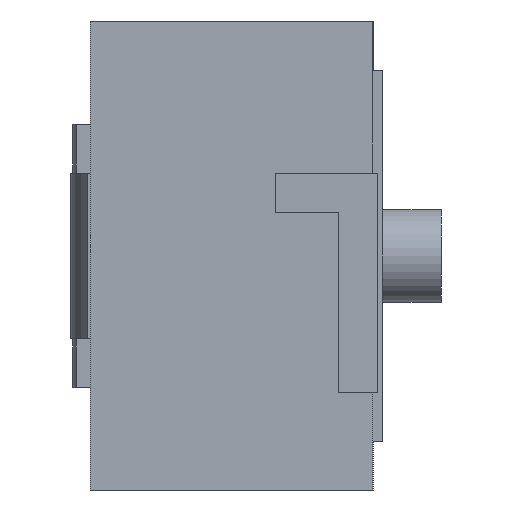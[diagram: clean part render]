
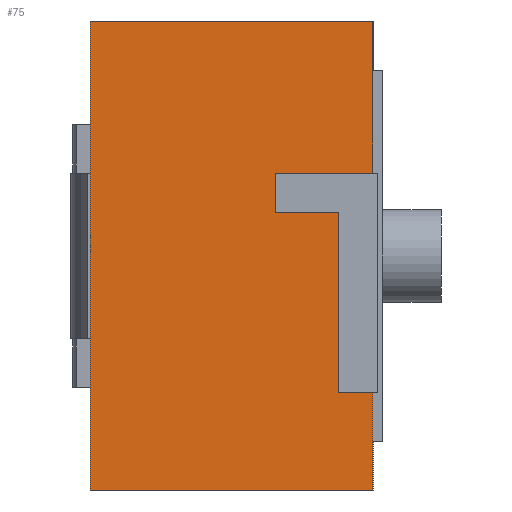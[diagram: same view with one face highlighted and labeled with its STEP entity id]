
A CAD part, left-side view. The second image highlights one B-rep face of the part: STEP entity #75.
In plain terms, the highlighted planar face has unit normal (-1, 0, 0).
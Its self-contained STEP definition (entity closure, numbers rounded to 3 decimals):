
#64 = ORIENTED_EDGE ( 'NONE', *, *, #2061, .T. ) ;
#75 = ADVANCED_FACE ( 'NONE', ( #715, #716 ), #717, .F. ) ;
#103 = ORIENTED_EDGE ( 'NONE', *, *, #173, .F. ) ;
#136 = ORIENTED_EDGE ( 'NONE', *, *, #441, .F. ) ;
#173 = EDGE_CURVE ( 'NONE', #383, #2083, #1068, .T. ) ;
#213 = LINE ( 'NONE', #214, #215 ) ;
#214 = CARTESIAN_POINT ( 'NONE',  ( -2.3, 3., -2.4 ) ) ;
#215 = VECTOR ( 'NONE', #216, 1000. ) ;
#216 = DIRECTION ( 'NONE',  ( 0., 0., 1. ) ) ;
#268 = CARTESIAN_POINT ( 'NONE',  ( -2.3, 1.1, 0.45 ) ) ;
#322 = CARTESIAN_POINT ( 'NONE',  ( -2.3, 3., -2.4 ) ) ;
#383 = VERTEX_POINT ( 'NONE', #1225 ) ;
#396 = LINE ( 'NONE', #397, #398 ) ;
#397 = CARTESIAN_POINT ( 'NONE',  ( -2.3, 0.1, -2.4 ) ) ;
#398 = VECTOR ( 'NONE', #399, 1000. ) ;
#399 = DIRECTION ( 'NONE',  ( 0., 0., 1. ) ) ;
#441 = EDGE_CURVE ( 'NONE', #2158, #671, #1266, .T. ) ;
#505 = CARTESIAN_POINT ( 'NONE',  ( -2.3, 0.1, -2.4 ) ) ;
#510 = LINE ( 'NONE', #511, #512 ) ;
#511 = CARTESIAN_POINT ( 'NONE',  ( -2.3, 1.1, 0.45 ) ) ;
#512 = VECTOR ( 'NONE', #513, 1000. ) ;
#513 = DIRECTION ( 'NONE',  ( 0., 0., 1. ) ) ;
#648 = CARTESIAN_POINT ( 'NONE',  ( -2.3, 0.1, 2.4 ) ) ;
#663 = LINE ( 'NONE', #664, #665 ) ;
#664 = CARTESIAN_POINT ( 'NONE',  ( -2.3, 3., -2.4 ) ) ;
#665 = VECTOR ( 'NONE', #666, 1000. ) ;
#666 = DIRECTION ( 'NONE',  ( 0., -1., 0. ) ) ;
#667 = CARTESIAN_POINT ( 'NONE',  ( -2.3, 1.1, 0.85 ) ) ;
#671 = VERTEX_POINT ( 'NONE', #1350 ) ;
#689 = ORIENTED_EDGE ( 'NONE', *, *, #997, .F. ) ;
#715 = FACE_BOUND ( 'NONE', #2008, .T. ) ;
#716 = FACE_OUTER_BOUND ( 'NONE', #2196, .T. ) ;
#717 = PLANE ( 'NONE',  #718 ) ;
#718 = AXIS2_PLACEMENT_3D ( 'NONE', #719, #720, #721 ) ;
#719 = CARTESIAN_POINT ( 'NONE',  ( -2.3, 3., -2.4 ) ) ;
#720 = DIRECTION ( 'NONE',  ( 1., 0., 0. ) ) ;
#721 = DIRECTION ( 'NONE',  ( 0., 0., -1. ) ) ;
#963 = ORIENTED_EDGE ( 'NONE', *, *, #2143, .T. ) ;
#997 = EDGE_CURVE ( 'NONE', #1235, #383, #213, .T. ) ;
#1050 = LINE ( 'NONE', #1051, #1052 ) ;
#1051 = CARTESIAN_POINT ( 'NONE',  ( -2.3, 1.1, 0.85 ) ) ;
#1052 = VECTOR ( 'NONE', #1053, 1000. ) ;
#1053 = DIRECTION ( 'NONE',  ( 0., 1., 0. ) ) ;
#1068 = LINE ( 'NONE', #1069, #1070 ) ;
#1069 = CARTESIAN_POINT ( 'NONE',  ( -2.3, 3., 2.4 ) ) ;
#1070 = VECTOR ( 'NONE', #1071, 1000. ) ;
#1071 = DIRECTION ( 'NONE',  ( 0., -1., 0. ) ) ;
#1112 = LINE ( 'NONE', #1113, #1114 ) ;
#1113 = CARTESIAN_POINT ( 'NONE',  ( -2.3, 1.1, 0.45 ) ) ;
#1114 = VECTOR ( 'NONE', #1115, 1000. ) ;
#1115 = DIRECTION ( 'NONE',  ( 0., 1., 0. ) ) ;
#1225 = CARTESIAN_POINT ( 'NONE',  ( -2.3, 3., 2.4 ) ) ;
#1235 = VERTEX_POINT ( 'NONE', #322 ) ;
#1266 = LINE ( 'NONE', #1267, #1268 ) ;
#1267 = CARTESIAN_POINT ( 'NONE',  ( -2.3, 0.3, 0.45 ) ) ;
#1268 = VECTOR ( 'NONE', #1269, 1000. ) ;
#1269 = DIRECTION ( 'NONE',  ( 0., 0., 1. ) ) ;
#1280 = CARTESIAN_POINT ( 'NONE',  ( -2.3, 0.3, 0.45 ) ) ;
#1303 = ORIENTED_EDGE ( 'NONE', *, *, #1614, .T. ) ;
#1350 = CARTESIAN_POINT ( 'NONE',  ( -2.3, 0.3, 0.85 ) ) ;
#1522 = ORIENTED_EDGE ( 'NONE', *, *, #1843, .T. ) ;
#1614 = EDGE_CURVE ( 'NONE', #2219, #1844, #510, .T. ) ;
#1843 = EDGE_CURVE ( 'NONE', #1235, #2069, #663, .T. ) ;
#1844 = VERTEX_POINT ( 'NONE', #667 ) ;
#1906 = ORIENTED_EDGE ( 'NONE', *, *, #1961, .F. ) ;
#1961 = EDGE_CURVE ( 'NONE', #671, #1844, #1050, .T. ) ;
#2008 = EDGE_LOOP ( 'NONE', ( #136, #963, #1303, #1906 ) ) ;
#2061 = EDGE_CURVE ( 'NONE', #2069, #2083, #396, .T. ) ;
#2069 = VERTEX_POINT ( 'NONE', #505 ) ;
#2083 = VERTEX_POINT ( 'NONE', #648 ) ;
#2143 = EDGE_CURVE ( 'NONE', #2158, #2219, #1112, .T. ) ;
#2158 = VERTEX_POINT ( 'NONE', #1280 ) ;
#2196 = EDGE_LOOP ( 'NONE', ( #64, #103, #689, #1522 ) ) ;
#2219 = VERTEX_POINT ( 'NONE', #268 ) ;
